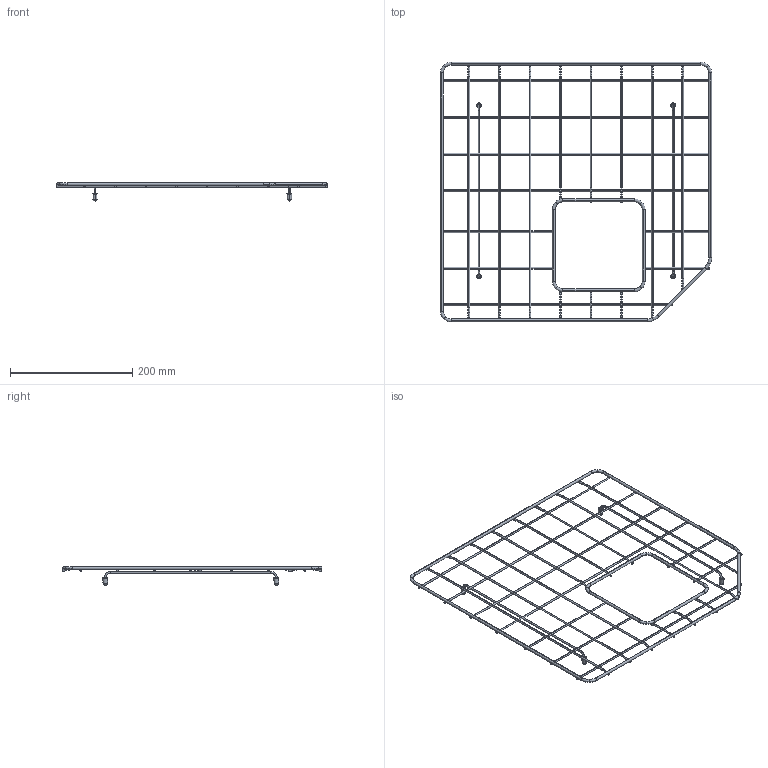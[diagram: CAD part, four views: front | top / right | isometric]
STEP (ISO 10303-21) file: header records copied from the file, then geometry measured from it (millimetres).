
FILE_DESCRIPTION((''),'2;1');
FILE_NAME('2300_2042_ASM','2021-10-14T',('timv'),(''),'CREO PARAMETRIC BY PTC INC, 2015080','CREO PARAMETRIC BY PTC INC, 2015080','');
FILE_SCHEMA(('CONFIG_CONTROL_DESIGN'));
Length unit declared in the file: millimetre
Products named in the file (21): CAN173810D3LK2S_11; CAN173810D3LK2S_1; CAN173810D3LK2S_4; CAN173810D3LK2S_21; CAN173810D3LK2S_5; CAN173810D3LK2S_6; CAN173810D3LK2S_9; CAN173810D3LK2S_12; CAN173810D3LK2S_15; CAN173810D3LK2S_17; CAN173810D3LK2S_18; CAN173810D3LK2S_20; CAN173810D3LK2S_22; CAN173810D3LK2S_24; CAN173810D3LK2S_25; CAN173810D3LK2S_28; CAN173810D3LK2S_ASM; CAN173810D3LK2S_5_1; GL-280; GLF-100; 2300_2042_ASM
Assembly tree (29 placements, depth 3):
  2300_2042_ASM
    CAN173810D3LK2S_ASM
      CAN173810D3LK2S_11
      CAN173810D3LK2S_1
      CAN173810D3LK2S_4  x2
      CAN173810D3LK2S_21  x2
      CAN173810D3LK2S_5  x4
      CAN173810D3LK2S_6
      CAN173810D3LK2S_9
      CAN173810D3LK2S_12
      CAN173810D3LK2S_15
      CAN173810D3LK2S_17
      CAN173810D3LK2S_18
      CAN173810D3LK2S_20
      CAN173810D3LK2S_22
      CAN173810D3LK2S_24
      CAN173810D3LK2S_25
      CAN173810D3LK2S_28
    CAN173810D3LK2S_5_1
    GL-280  x2
    GLF-100  x4
Bounding box: 444.25 x 425.3 x 30.2 mm (x, y, z)
Volume: 85676.8 mm3; surface area: 94764.8 mm2
Topology: 28 solids, 28 shells, 330 faces, 650 edges, 368 vertices
Faces by surface type: torus 132, cylinder 114, plane 52, cone 24, sphere 8
Entity records: 7631 total; most frequent: DIRECTION 1646, CARTESIAN_POINT 1178, ORIENTED_EDGE 1072, AXIS2_PLACEMENT_3D 771, EDGE_CURVE 536, CIRCLE 432, VERTEX_POINT 303, EDGE_LOOP 269
